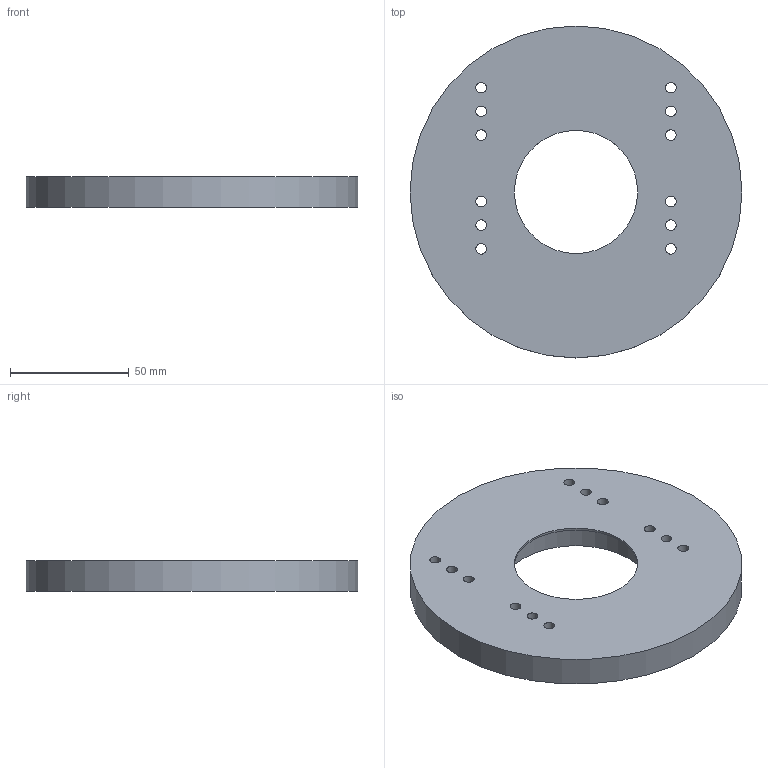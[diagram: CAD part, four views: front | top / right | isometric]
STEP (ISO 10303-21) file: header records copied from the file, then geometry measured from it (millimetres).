
FILE_DESCRIPTION(/* description */ (''),/* implementation_level */ '2;1');
FILE_NAME(/* name */ 'baxis.step',/* time_stamp */ '2024-06-10T09:26:52-04:00',/* author */ (''),/* organization */ (''),/* preprocessor_version */ 'ST-DEVELOPER v20',/* originating_system */ 'Autodesk Translation Framework v12.20.1.177',/* authorisation */ '');
FILE_SCHEMA (('AUTOMOTIVE_DESIGN { 1 0 10303 214 3 1 1 }'));
Length unit declared in the file: millimetre
Products named in the file (1): baxisplate
Bounding box: 140 x 140 x 12.7 mm (x, y, z)
Volume: 155555.7 mm3; surface area: 36361.8 mm2
Topology: 1 solids, 1 shells, 20 faces, 48 edges, 32 vertices
Faces by surface type: cylinder 16, plane 4
Full cylindrical faces by diameter (mm): 4.5 x12, 5 x1, 51.98 x1, 62.05 x1, 140 x1
Entity records: 689 total; most frequent: DIRECTION 122, CARTESIAN_POINT 101, ORIENTED_EDGE 96, AXIS2_PLACEMENT_3D 53, EDGE_LOOP 48, EDGE_CURVE 48, CIRCLE 32, VERTEX_POINT 32
